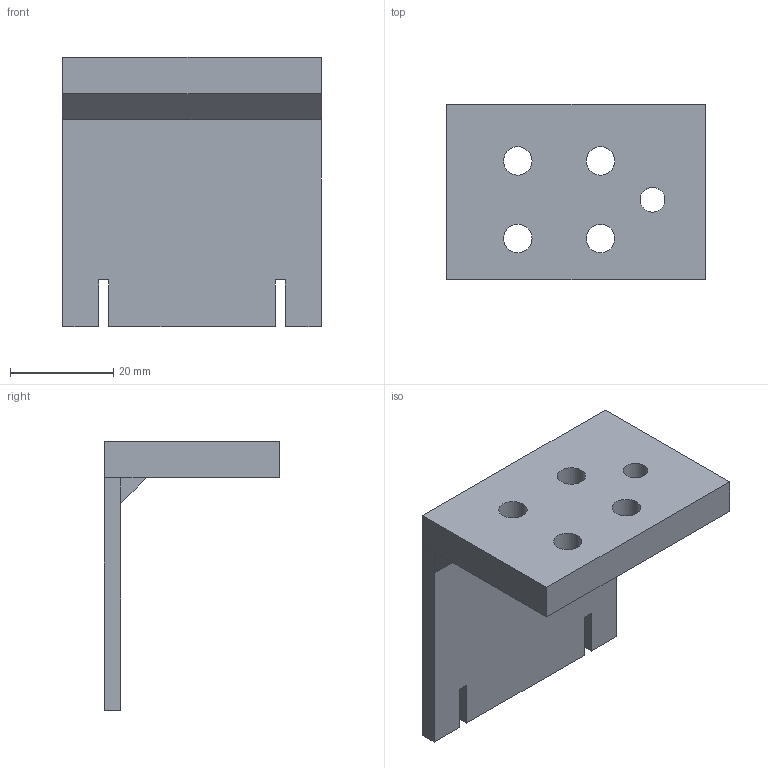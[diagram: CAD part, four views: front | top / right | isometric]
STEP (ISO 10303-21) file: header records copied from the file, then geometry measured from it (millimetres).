
FILE_DESCRIPTION(('FreeCAD Model'),'2;1');
FILE_NAME('Open CASCADE Shape Model','2024-07-05T12:29:12',(''),(''), 'Open CASCADE STEP processor 7.6','FreeCAD','Unknown');
FILE_SCHEMA(('AUTOMOTIVE_DESIGN { 1 0 10303 214 1 1 1 1 }'));
Length unit declared in the file: millimetre
Products named in the file (1): Body
Bounding box: 50 x 34 x 52 mm (x, y, z)
Volume: 18817.9 mm3; surface area: 9648.9 mm2
Topology: 1 solids, 1 shells, 29 faces, 75 edges, 48 vertices
Faces by surface type: plane 24, cylinder 5
Full cylindrical faces by diameter (mm): 4.8 x1, 5.5 x4
Entity records: 913 total; most frequent: CARTESIAN_POINT 153, ORIENTED_EDGE 150, DIRECTION 145, EDGE_CURVE 75, LINE 65, VECTOR 65, VERTEX_POINT 48, AXIS2_PLACEMENT_3D 40
